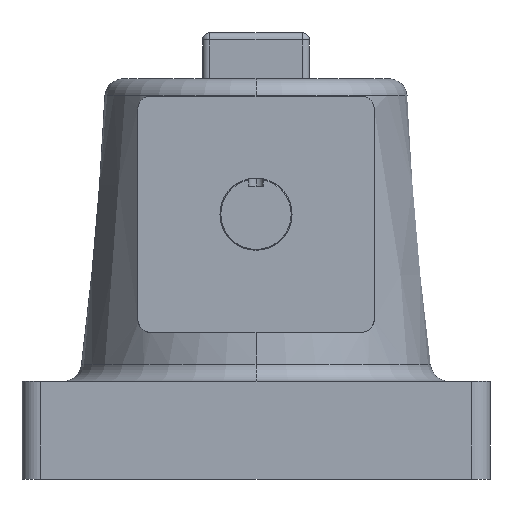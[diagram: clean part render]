
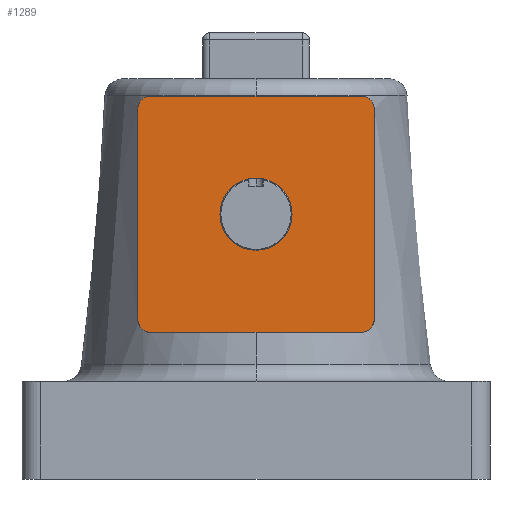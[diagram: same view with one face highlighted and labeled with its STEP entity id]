
A CAD part, left-side view. The second image highlights one B-rep face of the part: STEP entity #1289.
In plain terms, the highlighted planar face has unit normal (-1, 0, 0).
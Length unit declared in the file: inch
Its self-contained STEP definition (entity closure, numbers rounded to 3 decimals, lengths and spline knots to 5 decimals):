
#71 = AXIS2_PLACEMENT_3D ( 'NONE', #219, #217, #220 ) ;
#217 = DIRECTION ( 'NONE',  ( 1., 0., 0. ) ) ;
#219 = CARTESIAN_POINT ( 'NONE',  ( -3.92, 0., 4.6 ) ) ;
#220 = DIRECTION ( 'NONE',  ( 0., 0., 1. ) ) ;
#284 = DIRECTION ( 'NONE',  ( 0., 0., 1. ) ) ;
#377 = CARTESIAN_POINT ( 'NONE',  ( -3.92, 1.825, 6.425 ) ) ;
#430 = CARTESIAN_POINT ( 'NONE',  ( -3.92, -2.05, 2.55 ) ) ;
#431 = DIRECTION ( 'NONE',  ( 0., 0., -1. ) ) ;
#432 = CARTESIAN_POINT ( 'NONE',  ( -3.92, 2.05, 6.65 ) ) ;
#433 = DIRECTION ( 'NONE',  ( 0., -1., 0. ) ) ;
#434 = CARTESIAN_POINT ( 'NONE',  ( -3.92, -1.825, 6.425 ) ) ;
#435 = DIRECTION ( 'NONE',  ( -1., 0., 0. ) ) ;
#436 = DIRECTION ( 'NONE',  ( 0., 0., 1. ) ) ;
#437 = CARTESIAN_POINT ( 'NONE',  ( -3.92, -1.825, 2.775 ) ) ;
#438 = CARTESIAN_POINT ( 'NONE',  ( -3.92, 1.825, 2.775 ) ) ;
#439 = DIRECTION ( 'NONE',  ( -1., 0., 0. ) ) ;
#440 = DIRECTION ( 'NONE',  ( 0., 0., 1. ) ) ;
#441 = CARTESIAN_POINT ( 'NONE',  ( -3.92, 2.05, 2.55 ) ) ;
#442 = DIRECTION ( 'NONE',  ( 0., 1., 0. ) ) ;
#443 = DIRECTION ( 'NONE',  ( -1., 0., 0. ) ) ;
#444 = DIRECTION ( 'NONE',  ( 0., 0., 1. ) ) ;
#445 = CARTESIAN_POINT ( 'NONE',  ( -3.92, 2.05, 2.55 ) ) ;
#446 = DIRECTION ( 'NONE',  ( 0., 0., 1. ) ) ;
#447 = DIRECTION ( 'NONE',  ( -1., 0., 0. ) ) ;
#448 = DIRECTION ( 'NONE',  ( 0., 0., 1. ) ) ;
#452 = CARTESIAN_POINT ( 'NONE',  ( -3.92, 0., 4.6 ) ) ;
#454 = DIRECTION ( 'NONE',  ( 1., 0., 0. ) ) ;
#462 = AXIS2_PLACEMENT_3D ( 'NONE', #452, #454, #284 ) ;
#464 = AXIS2_PLACEMENT_3D ( 'NONE', #377, #435, #436 ) ;
#466 = AXIS2_PLACEMENT_3D ( 'NONE', #437, #439, #440 ) ;
#468 = AXIS2_PLACEMENT_3D ( 'NONE', #434, #443, #444 ) ;
#469 = AXIS2_PLACEMENT_3D ( 'NONE', #438, #447, #448 ) ;
#478 = AXIS2_PLACEMENT_3D ( 'NONE', #687, #690, #691 ) ;
#615 = CARTESIAN_POINT ( 'NONE',  ( -3.92, 0., 3.975 ) ) ;
#616 = CARTESIAN_POINT ( 'NONE',  ( -3.92, 0., 5.225 ) ) ;
#642 = CARTESIAN_POINT ( 'NONE',  ( -3.92, -1.825, 2.55 ) ) ;
#643 = CARTESIAN_POINT ( 'NONE',  ( -3.92, 1.825, 2.55 ) ) ;
#644 = CARTESIAN_POINT ( 'NONE',  ( -3.92, -2.05, 2.775 ) ) ;
#645 = CARTESIAN_POINT ( 'NONE',  ( -3.92, -2.05, 6.425 ) ) ;
#646 = CARTESIAN_POINT ( 'NONE',  ( -3.92, -1.825, 6.65 ) ) ;
#647 = CARTESIAN_POINT ( 'NONE',  ( -3.92, 1.825, 6.65 ) ) ;
#648 = CARTESIAN_POINT ( 'NONE',  ( -3.92, 2.05, 6.425 ) ) ;
#649 = CARTESIAN_POINT ( 'NONE',  ( -3.92, 2.05, 2.775 ) ) ;
#687 = CARTESIAN_POINT ( 'NONE',  ( -3.92, 0., 0. ) ) ;
#688 = PLANE ( 'NONE',  #478 ) ;
#690 = DIRECTION ( 'NONE',  ( -1., 0., 0. ) ) ;
#691 = DIRECTION ( 'NONE',  ( 0., 0., -1. ) ) ;
#753 = FACE_OUTER_BOUND ( 'NONE', #1352, .T. ) ;
#765 = FACE_BOUND ( 'NONE', #1353, .T. ) ;
#1148 = EDGE_CURVE ( 'NONE', #1233, #1232, #1984, .T. ) ;
#1192 = EDGE_CURVE ( 'NONE', #1263, #1262, #2030, .T. ) ;
#1193 = EDGE_CURVE ( 'NONE', #1265, #1264, #2032, .T. ) ;
#1194 = EDGE_CURVE ( 'NONE', #1265, #1266, #2035, .T. ) ;
#1195 = EDGE_CURVE ( 'NONE', #1260, #1262, #2037, .T. ) ;
#1196 = EDGE_CURVE ( 'NONE', #1260, #1261, #2034, .T. ) ;
#1197 = EDGE_CURVE ( 'NONE', #1263, #1264, #2040, .T. ) ;
#1198 = EDGE_CURVE ( 'NONE', #1267, #1266, #2028, .T. ) ;
#1199 = EDGE_CURVE ( 'NONE', #1267, #1261, #2041, .T. ) ;
#1201 = EDGE_CURVE ( 'NONE', #1232, #1233, #2045, .T. ) ;
#1232 = VERTEX_POINT ( 'NONE', #615 ) ;
#1233 = VERTEX_POINT ( 'NONE', #616 ) ;
#1260 = VERTEX_POINT ( 'NONE', #642 ) ;
#1261 = VERTEX_POINT ( 'NONE', #643 ) ;
#1262 = VERTEX_POINT ( 'NONE', #644 ) ;
#1263 = VERTEX_POINT ( 'NONE', #645 ) ;
#1264 = VERTEX_POINT ( 'NONE', #646 ) ;
#1265 = VERTEX_POINT ( 'NONE', #647 ) ;
#1266 = VERTEX_POINT ( 'NONE', #648 ) ;
#1267 = VERTEX_POINT ( 'NONE', #649 ) ;
#1289 = ADVANCED_FACE ( 'NONE', ( #753, #765 ), #688, .T. ) ;
#1321 = ORIENTED_EDGE ( 'NONE', *, *, #1196, .F. ) ;
#1322 = ORIENTED_EDGE ( 'NONE', *, *, #1195, .T. ) ;
#1323 = ORIENTED_EDGE ( 'NONE', *, *, #1192, .F. ) ;
#1324 = ORIENTED_EDGE ( 'NONE', *, *, #1197, .T. ) ;
#1325 = ORIENTED_EDGE ( 'NONE', *, *, #1193, .F. ) ;
#1326 = ORIENTED_EDGE ( 'NONE', *, *, #1194, .T. ) ;
#1327 = ORIENTED_EDGE ( 'NONE', *, *, #1198, .F. ) ;
#1328 = ORIENTED_EDGE ( 'NONE', *, *, #1199, .T. ) ;
#1329 = ORIENTED_EDGE ( 'NONE', *, *, #1148, .T. ) ;
#1330 = ORIENTED_EDGE ( 'NONE', *, *, #1201, .T. ) ;
#1352 = EDGE_LOOP ( 'NONE', ( #1321, #1322, #1323, #1324, #1325, #1326, #1327, #1328 ) ) ;
#1353 = EDGE_LOOP ( 'NONE', ( #1329, #1330 ) ) ;
#1984 = CIRCLE ( 'NONE', #71, 0.625 ) ;
#2026 = VECTOR ( 'NONE', #442, 39.37008 ) ;
#2028 = LINE ( 'NONE', #445, #2036 ) ;
#2030 = LINE ( 'NONE', #430, #2031 ) ;
#2031 = VECTOR ( 'NONE', #431, 39.37008 ) ;
#2032 = LINE ( 'NONE', #432, #2033 ) ;
#2033 = VECTOR ( 'NONE', #433, 39.37008 ) ;
#2034 = LINE ( 'NONE', #441, #2026 ) ;
#2035 = CIRCLE ( 'NONE', #464, 0.225 ) ;
#2036 = VECTOR ( 'NONE', #446, 39.37008 ) ;
#2037 = CIRCLE ( 'NONE', #466, 0.225 ) ;
#2040 = CIRCLE ( 'NONE', #468, 0.225 ) ;
#2041 = CIRCLE ( 'NONE', #469, 0.225 ) ;
#2045 = CIRCLE ( 'NONE', #462, 0.625 ) ;
